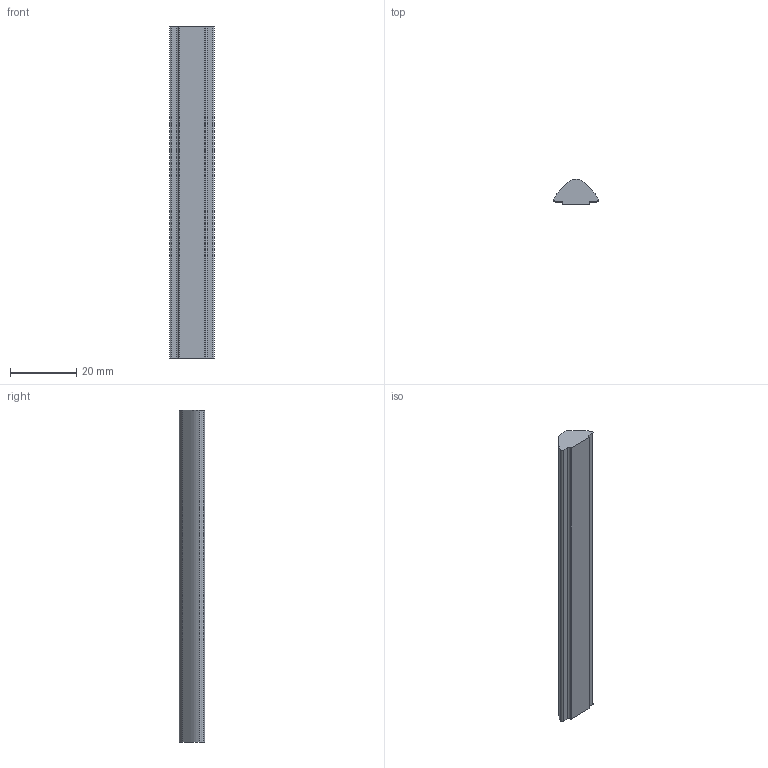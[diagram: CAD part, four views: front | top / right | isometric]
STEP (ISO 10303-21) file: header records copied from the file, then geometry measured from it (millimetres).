
FILE_DESCRIPTION (( 'STEP AP214' ), '1' );
FILE_NAME ('Visu_0_STEPAP214_f8644359-5d6c-4b9f-838e-7d91f4287fe3.step', '2025-04-14T08:25:03', ( '' ), ( '' ), 'SwSTEP 2.0', 'SolidWorks 2025', '' );
FILE_SCHEMA (( 'AUTOMOTIVE_DESIGN' ));
Length unit declared in the file: millimetre
Products named in the file (1): Visu_0_STEPAP214_f8644359-5d6c-4b9f-838e-7d91f4287fe3
Bounding box: 13.47 x 7.56 x 100 mm (x, y, z)
Volume: 6868.3 mm3; surface area: 3555.7 mm2
Topology: 1 solids, 1 shells, 19 faces, 51 edges, 34 vertices
Faces by surface type: cylinder 10, plane 9
Entity records: 628 total; most frequent: DIRECTION 111, CARTESIAN_POINT 105, ORIENTED_EDGE 102, EDGE_CURVE 51, AXIS2_PLACEMENT_3D 40, VERTEX_POINT 34, VECTOR 31, LINE 31
